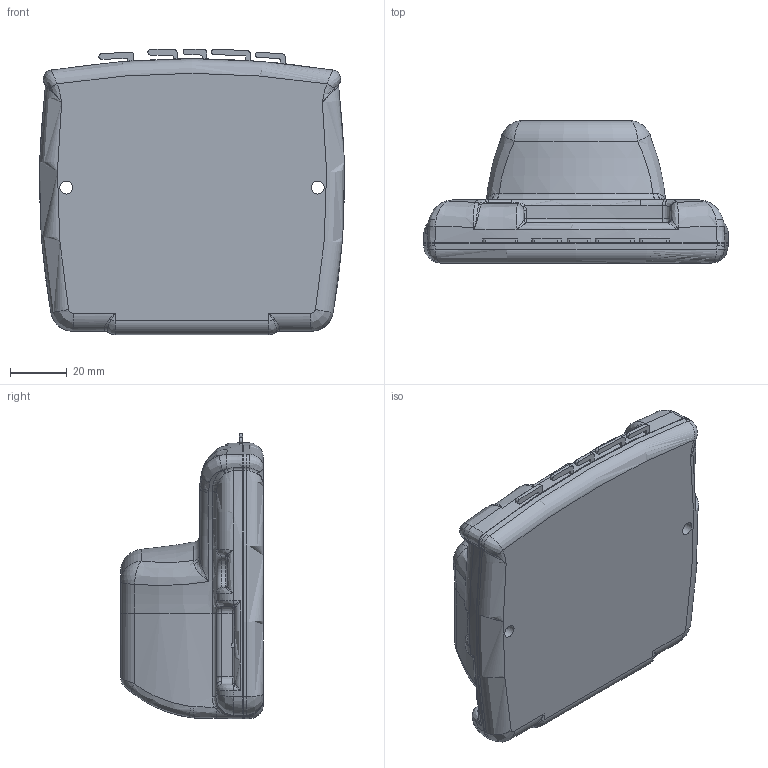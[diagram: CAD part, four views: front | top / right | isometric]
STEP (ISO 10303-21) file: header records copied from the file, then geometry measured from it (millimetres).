
FILE_DESCRIPTION(/* description */ (''),/* implementation_level */ '2;1');
FILE_NAME(/* name */ 'CS_Controller_217-3367.ipt.step',/* time_stamp */ '2014-01-01T17:20:02-08:00',/* author */ ('Autodesk Inc.'),/* organization */ ('Autodesk Inc.'),/* preprocessor_version */ 'ST-DEVELOPER v15.2',/* originating_system */ 'Autodesk Inventor 2014',/* authorisation */ '');
FILE_SCHEMA (('AUTOMOTIVE_DESIGN { 1 0 10303 214 3 1 1 }'));
Length unit declared in the file: inch
Products named in the file (1): CS_Controller_217-3367
Bounding box: 107.77 x 50.47 x 101.01 mm (x, y, z)
Volume: 269714.5 mm3; surface area: 53415.2 mm2
Topology: 1 solids, 1 shells, 568 faces, 1363 edges, 829 vertices
Faces by surface type: plane 214, bspline 169, cylinder 122, torus 44, cone 14, sphere 5
Full cylindrical faces by diameter (mm): 1.524 x1, 4.572 x3
Entity records: 23865 total; most frequent: CARTESIAN_POINT 10817, ORIENTED_EDGE 2714, DIRECTION 2525, EDGE_CURVE 1357, AXIS2_PLACEMENT_3D 966, VERTEX_POINT 828, EDGE_LOOP 621, LINE 593
